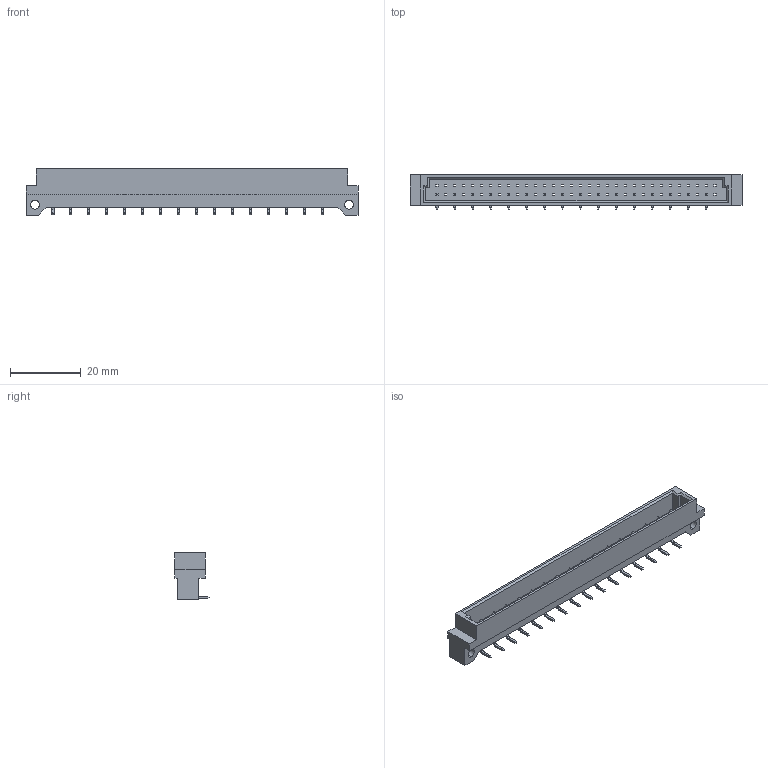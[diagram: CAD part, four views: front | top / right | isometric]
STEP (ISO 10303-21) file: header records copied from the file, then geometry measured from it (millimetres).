
FILE_DESCRIPTION (( 'STEP AP203' ), '1' );
FILE_NAME ('463-016-660-122.STEP', '2019-11-11T15:41:15', ( '' ), ( '' ), 'SwSTEP 2.0', 'SolidWorks 2020', '' );
FILE_SCHEMA (( 'CONFIG_CONTROL_DESIGN' ));
Length unit declared in the file: millimetre
Products named in the file (3): 463 Part_64; 463-290-1; 463-016-660-122
Assembly tree (17 placements, depth 2):
  463-016-660-122
    463 Part_64
    463-290-1  x16
Bounding box: 94 x 9.7 x 13.2 mm (x, y, z)
Volume: 4394 mm3; surface area: 6188.4 mm2
Topology: 17 solids, 17 shells, 583 faces, 1508 edges, 960 vertices
Faces by surface type: plane 547, cylinder 36
Entity records: 11135 total; most frequent: CARTESIAN_POINT 1841, ORIENTED_EDGE 1816, DIRECTION 1586, EDGE_CURVE 908, VECTOR 896, LINE 896, VERTEX_POINT 600, EDGE_LOOP 446
